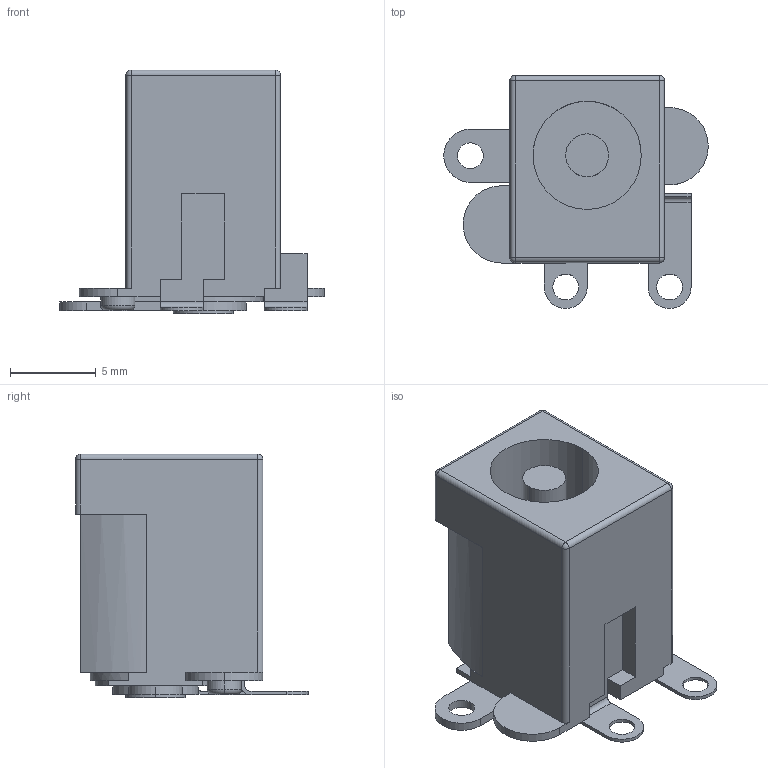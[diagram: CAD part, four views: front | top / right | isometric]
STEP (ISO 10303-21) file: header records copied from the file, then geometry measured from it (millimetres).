
FILE_DESCRIPTION(('STEP AP203'),'1');
FILE_NAME('pj-006b-smt.stp','2016-03-18T16:02:29',('TraceParts'),('TraceParts S.A.'),'Spatial InterOp 3D',' ',' ');
FILE_SCHEMA(('CONFIG_CONTROL_DESIGN'));
Length unit declared in the file: millimetre
Products named in the file (1): 1
Bounding box: 15.4 x 13.55 x 14.2 mm (x, y, z)
Volume: 1140.8 mm3; surface area: 1002 mm2
Topology: 1 solids, 1 shells, 107 faces, 275 edges, 172 vertices
Faces by surface type: plane 54, cylinder 45, torus 4, sphere 4
Entity records: 3274 total; most frequent: DIRECTION 588, CARTESIAN_POINT 551, ORIENTED_EDGE 542, EDGE_CURVE 271, AXIS2_PLACEMENT_3D 209, VERTEX_POINT 172, LINE 170, VECTOR 170
